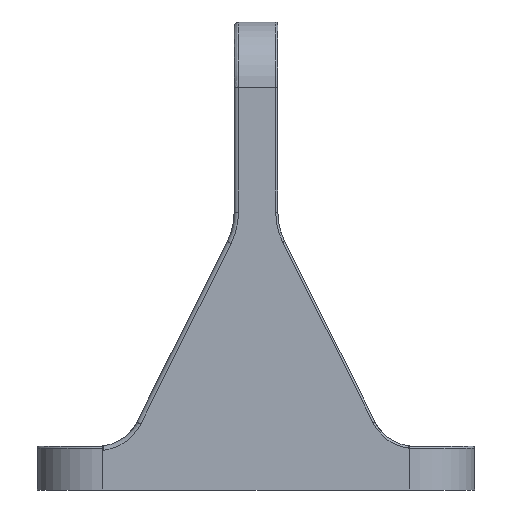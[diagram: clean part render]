
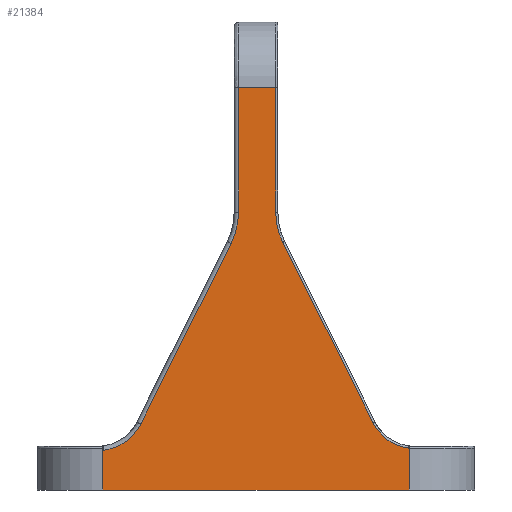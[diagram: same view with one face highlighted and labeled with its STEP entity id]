
A CAD part, left-side view. The second image highlights one B-rep face of the part: STEP entity #21384.
In plain terms, the highlighted planar face has unit normal (-1, 0, 0).
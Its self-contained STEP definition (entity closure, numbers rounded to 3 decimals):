
#17=CARTESIAN_POINT('',(265.011,494.081,63.541));
#18=VERTEX_POINT('',#17);
#26=CARTESIAN_POINT('',(265.011,494.081,92.0));
#27=VERTEX_POINT('',#26);
#28=CARTESIAN_POINT('',(265.011,494.081,92.0));
#29=DIRECTION('',(0.0,0.0,-1.0));
#30=VECTOR('',#29,28.459);
#31=LINE('',#28,#30);
#32=EDGE_CURVE('',#27,#18,#31,.T.);
#1002=CARTESIAN_POINT('',(265.011,495.77,56.386));
#1003=VERTEX_POINT('',#1002);
#1011=CARTESIAN_POINT('',(265.011,510.081,63.541));
#1012=DIRECTION('',(-1.0,0.0,0.0));
#1013=DIRECTION('',(0.0,0.,1.0));
#1014=AXIS2_PLACEMENT_3D('',#1011,#1012,#1013);
#1015=CIRCLE('',#1014,16.);
#1016=EDGE_CURVE('',#1003,#18,#1015,.T.);
#1035=CARTESIAN_POINT('',(265.011,516.422,15.081));
#1036=VERTEX_POINT('',#1035);
#1044=CARTESIAN_POINT('',(265.011,516.422,15.081));
#1045=DIRECTION('',(0.0,-0.447,0.894));
#1046=VECTOR('',#1045,46.18);
#1047=LINE('',#1044,#1046);
#1048=EDGE_CURVE('',#1036,#1003,#1047,.T.);
#1113=CARTESIAN_POINT('',(265.011,524.963,9.077));
#1114=VERTEX_POINT('',#1113);
#1122=CARTESIAN_POINT('',(265.011,526.261,20.));
#1123=DIRECTION('',(-1.0,0.0,0.0));
#1124=DIRECTION('',(0.0,0.,1.0));
#1125=AXIS2_PLACEMENT_3D('',#1122,#1123,#1124);
#1126=CIRCLE('',#1125,11.);
#1127=EDGE_CURVE('',#1114,#1036,#1126,.T.);
#1179=CARTESIAN_POINT('',(265.011,525.081,10.07));
#1180=VERTEX_POINT('',#1179);
#1187=CARTESIAN_POINT('',(265.011,525.081,10.07));
#1188=DIRECTION('',(0.0,-0.118,-0.993));
#1189=VECTOR('',#1188,1.);
#1190=LINE('',#1187,#1189);
#1191=EDGE_CURVE('',#1180,#1114,#1190,.T.);
#4934=CARTESIAN_POINT('',(265.011,525.081,0.0));
#4935=VERTEX_POINT('',#4934);
#4936=CARTESIAN_POINT('',(265.011,525.081,9.5));
#4937=VERTEX_POINT('',#4936);
#4938=CARTESIAN_POINT('',(265.011,525.081,0.0));
#4939=DIRECTION('',(0.0,0.0,1.0));
#4940=VECTOR('',#4939,9.5);
#4941=LINE('',#4938,#4940);
#4942=EDGE_CURVE('',#4935,#4937,#4941,.T.);
#7096=CARTESIAN_POINT('',(265.011,525.081,10.07));
#7097=DIRECTION('',(0.,0.,-1.));
#7098=VECTOR('',#7097,0.57);
#7099=LINE('',#7096,#7098);
#7100=EDGE_CURVE('',#1180,#4937,#7099,.T.);
#19218=CARTESIAN_POINT('',(265.011,485.581,92.0));
#19219=VERTEX_POINT('',#19218);
#19220=CARTESIAN_POINT('',(265.011,494.081,92.0));
#19221=DIRECTION('',(0.0,-1.0,0.0));
#19222=VECTOR('',#19221,8.5);
#19223=LINE('',#19220,#19222);
#19224=EDGE_CURVE('',#27,#19219,#19223,.T.);
#19243=CARTESIAN_POINT('',(265.011,485.581,63.541));
#19244=VERTEX_POINT('',#19243);
#19245=CARTESIAN_POINT('',(265.011,485.581,92.0));
#19246=DIRECTION('',(0.0,0.0,-1.0));
#19247=VECTOR('',#19246,28.459);
#19248=LINE('',#19245,#19247);
#19249=EDGE_CURVE('',#19219,#19244,#19248,.T.);
#19981=CARTESIAN_POINT('',(265.011,483.944,56.609));
#19982=VERTEX_POINT('',#19981);
#19983=CARTESIAN_POINT('',(265.011,470.081,63.541));
#19984=DIRECTION('',(-1.0,0.0,0.0));
#19985=DIRECTION('',(0.0,0.,1.0));
#19986=AXIS2_PLACEMENT_3D('',#19983,#19984,#19985);
#19987=CIRCLE('',#19986,15.5);
#19988=EDGE_CURVE('',#19244,#19982,#19987,.T.);
#20007=CARTESIAN_POINT('',(265.011,463.292,15.304));
#20008=VERTEX_POINT('',#20007);
#20009=CARTESIAN_POINT('',(265.011,483.944,56.609));
#20010=DIRECTION('',(0.0,-0.447,-0.894));
#20011=VECTOR('',#20010,46.18);
#20012=LINE('',#20009,#20011);
#20013=EDGE_CURVE('',#19982,#20008,#20012,.T.);
#20077=CARTESIAN_POINT('',(265.011,455.14,9.573));
#20078=VERTEX_POINT('',#20077);
#20079=CARTESIAN_POINT('',(265.011,453.9,20.));
#20080=DIRECTION('',(-1.0,0.0,0.0));
#20081=DIRECTION('',(0.0,0.,1.0));
#20082=AXIS2_PLACEMENT_3D('',#20079,#20080,#20081);
#20083=CIRCLE('',#20082,10.5);
#20084=EDGE_CURVE('',#20008,#20078,#20083,.T.);
#20154=CARTESIAN_POINT('',(265.011,455.081,10.07));
#20155=VERTEX_POINT('',#20154);
#20163=CARTESIAN_POINT('',(265.011,455.081,10.07));
#20164=DIRECTION('',(0.0,0.118,-0.993));
#20165=VECTOR('',#20164,0.5);
#20166=LINE('',#20163,#20165);
#20167=EDGE_CURVE('',#20155,#20078,#20166,.T.);
#20929=CARTESIAN_POINT('',(265.011,455.081,9.5));
#20930=VERTEX_POINT('',#20929);
#21092=CARTESIAN_POINT('',(265.011,455.081,0.0));
#21093=VERTEX_POINT('',#21092);
#21103=CARTESIAN_POINT('',(265.011,455.081,0.0));
#21104=DIRECTION('',(0.0,0.0,1.0));
#21105=VECTOR('',#21104,9.5);
#21106=LINE('',#21103,#21105);
#21107=EDGE_CURVE('',#21093,#20930,#21106,.T.);
#21345=CARTESIAN_POINT('',(265.011,455.081,10.07));
#21346=DIRECTION('',(0.,0.,-1.));
#21347=VECTOR('',#21346,0.57);
#21348=LINE('',#21345,#21347);
#21349=EDGE_CURVE('',#20155,#20930,#21348,.T.);
#21356=CARTESIAN_POINT('',(265.011,525.092,-0.011));
#21357=DIRECTION('',(-1.0,0.0,0.0));
#21358=DIRECTION('',(0.0,-1.0,0.0));
#21359=AXIS2_PLACEMENT_3D('',#21356,#21357,#21358);
#21360=PLANE('',#21359);
#21361=ORIENTED_EDGE('',*,*,#21107,.T.);
#21362=ORIENTED_EDGE('',*,*,#21349,.F.);
#21363=ORIENTED_EDGE('',*,*,#20167,.T.);
#21364=ORIENTED_EDGE('',*,*,#20084,.F.);
#21365=ORIENTED_EDGE('',*,*,#20013,.F.);
#21366=ORIENTED_EDGE('',*,*,#19988,.F.);
#21367=ORIENTED_EDGE('',*,*,#19249,.F.);
#21368=ORIENTED_EDGE('',*,*,#19224,.F.);
#21369=ORIENTED_EDGE('',*,*,#32,.T.);
#21370=ORIENTED_EDGE('',*,*,#1016,.F.);
#21371=ORIENTED_EDGE('',*,*,#1048,.F.);
#21372=ORIENTED_EDGE('',*,*,#1127,.F.);
#21373=ORIENTED_EDGE('',*,*,#1191,.F.);
#21374=ORIENTED_EDGE('',*,*,#7100,.T.);
#21375=ORIENTED_EDGE('',*,*,#4942,.F.);
#21376=CARTESIAN_POINT('',(265.011,525.081,0.0));
#21377=DIRECTION('',(0.,-1.0,0.0));
#21378=VECTOR('',#21377,70.);
#21379=LINE('',#21376,#21378);
#21380=EDGE_CURVE('',#4935,#21093,#21379,.T.);
#21381=ORIENTED_EDGE('',*,*,#21380,.T.);
#21382=EDGE_LOOP('',(#21361,#21362,#21363,#21364,#21365,#21366,#21367,#21368,#21369,#21370,#21371,#21372,#21373,#21374,#21375,#21381));
#21383=FACE_OUTER_BOUND('',#21382,.T.);
#21384=ADVANCED_FACE('',(#21383),#21360,.T.);
